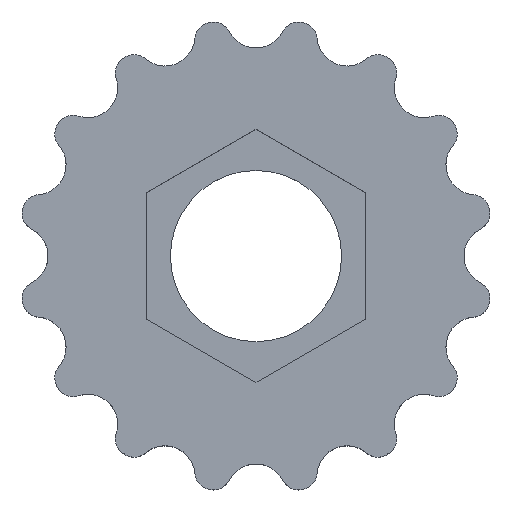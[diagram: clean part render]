
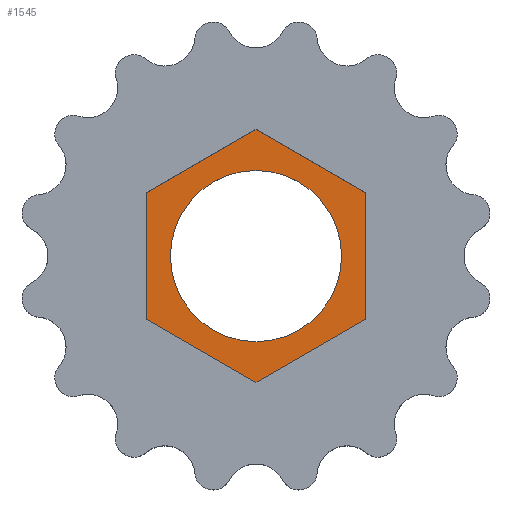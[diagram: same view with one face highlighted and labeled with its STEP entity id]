
A CAD part, top view. The second image highlights one B-rep face of the part: STEP entity #1545.
In plain terms, the highlighted planar face has unit normal (0, 0, 1).
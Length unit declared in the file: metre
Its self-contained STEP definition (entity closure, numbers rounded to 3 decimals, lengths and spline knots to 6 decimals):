
#13=LINE('',#2335,#113);
#87=LINE('',#2768,#187);
#88=LINE('',#2771,#188);
#89=LINE('',#2772,#189);
#90=LINE('',#2774,#190);
#91=LINE('',#2776,#191);
#113=VECTOR('',#1802,1.);
#187=VECTOR('',#2268,1.);
#188=VECTOR('',#2269,1.);
#189=VECTOR('',#2270,1.);
#190=VECTOR('',#2271,1.);
#191=VECTOR('',#2272,1.);
#214=PLANE('',#1774);
#501=ORIENTED_EDGE('',*,*,#905,.T.);
#502=ORIENTED_EDGE('',*,*,#906,.T.);
#503=ORIENTED_EDGE('',*,*,#700,.T.);
#504=ORIENTED_EDGE('',*,*,#907,.T.);
#505=ORIENTED_EDGE('',*,*,#908,.T.);
#506=ORIENTED_EDGE('',*,*,#909,.T.);
#507=ORIENTED_EDGE('',*,*,#901,.F.);
#700=EDGE_CURVE('',#934,#935,#13,.T.);
#901=EDGE_CURVE('',#1073,#1073,#1218,.T.);
#905=EDGE_CURVE('',#1075,#1076,#87,.T.);
#906=EDGE_CURVE('',#1076,#934,#88,.T.);
#907=EDGE_CURVE('',#935,#1077,#89,.T.);
#908=EDGE_CURVE('',#1077,#1078,#90,.T.);
#909=EDGE_CURVE('',#1078,#1075,#91,.T.);
#934=VERTEX_POINT('',#2336);
#935=VERTEX_POINT('',#2337);
#1073=VERTEX_POINT('',#2761);
#1075=VERTEX_POINT('',#2769);
#1076=VERTEX_POINT('',#2770);
#1077=VERTEX_POINT('',#2773);
#1078=VERTEX_POINT('',#2775);
#1218=CIRCLE('',#1769,0.01);
#1294=EDGE_LOOP('',(#501,#502,#503,#504,#505,#506));
#1295=EDGE_LOOP('',(#507));
#1388=FACE_BOUND('',#1294,.T.);
#1389=FACE_BOUND('',#1295,.T.);
#1545=ADVANCED_FACE('',(#1388,#1389),#214,.T.);
#1769=AXIS2_PLACEMENT_3D('',#2760,#2256,#2257);
#1774=AXIS2_PLACEMENT_3D('',#2767,#2266,#2267);
#1802=DIRECTION('',(0.,-1.,0.));
#2256=DIRECTION('',(0.,0.,1.));
#2257=DIRECTION('',(1.,0.,0.));
#2266=DIRECTION('',(0.,0.,1.));
#2267=DIRECTION('',(1.,0.,0.));
#2268=DIRECTION('',(-0.866,0.5,0.));
#2269=DIRECTION('',(-0.866,-0.5,0.));
#2270=DIRECTION('',(0.866,-0.5,0.));
#2271=DIRECTION('',(0.866,0.5,0.));
#2272=DIRECTION('',(0.,1.,0.));
#2335=CARTESIAN_POINT('',(-0.0128,0.,0.002));
#2336=CARTESIAN_POINT('',(-0.0128,0.00739,0.002));
#2337=CARTESIAN_POINT('',(-0.0128,-0.00739,0.002));
#2760=CARTESIAN_POINT('',(0.,0.,0.002));
#2761=CARTESIAN_POINT('',(0.01,0.,0.002));
#2767=CARTESIAN_POINT('',(0.,0.,0.002));
#2768=CARTESIAN_POINT('',(0.0064,0.011085,0.002));
#2769=CARTESIAN_POINT('',(0.0128,0.00739,0.002));
#2770=CARTESIAN_POINT('',(0.,0.01478,0.002));
#2771=CARTESIAN_POINT('',(-0.0064,0.011085,0.002));
#2772=CARTESIAN_POINT('',(-0.0064,-0.011085,0.002));
#2773=CARTESIAN_POINT('',(0.,-0.01478,0.002));
#2774=CARTESIAN_POINT('',(0.0064,-0.011085,0.002));
#2775=CARTESIAN_POINT('',(0.0128,-0.00739,0.002));
#2776=CARTESIAN_POINT('',(0.0128,0.,0.002));
